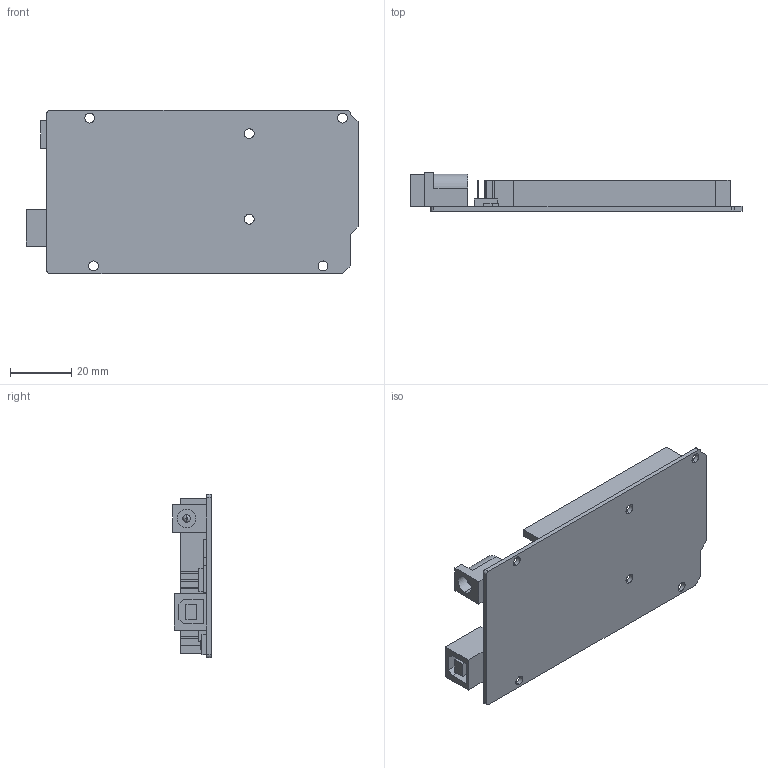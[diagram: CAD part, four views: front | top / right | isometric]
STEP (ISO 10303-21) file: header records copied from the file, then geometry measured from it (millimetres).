
FILE_DESCRIPTION (( 'STEP AP203' ), '1' );
FILE_NAME ('arduinoMega_Simplified_sldprt.STEP', '2023-07-18T01:07:44', ( '' ), ( '' ), 'SwSTEP 2.0', 'SolidWorks 2022', '' );
FILE_SCHEMA (( 'CONFIG_CONTROL_DESIGN' ));
Length unit declared in the file: millimetre
Products named in the file (1): arduinoMega_Simplified_sldprt
Bounding box: 108.32 x 12.5 x 53.3 mm (x, y, z)
Volume: 15918.5 mm3; surface area: 17966 mm2
Topology: 1 solids, 1 shells, 603 faces, 1458 edges, 970 vertices
Faces by surface type: plane 579, cylinder 22, torus 2
Entity records: 17353 total; most frequent: CARTESIAN_POINT 3032, ORIENTED_EDGE 2916, DIRECTION 2714, EDGE_CURVE 1458, VECTOR 1410, LINE 1410, VERTEX_POINT 970, EDGE_LOOP 728
